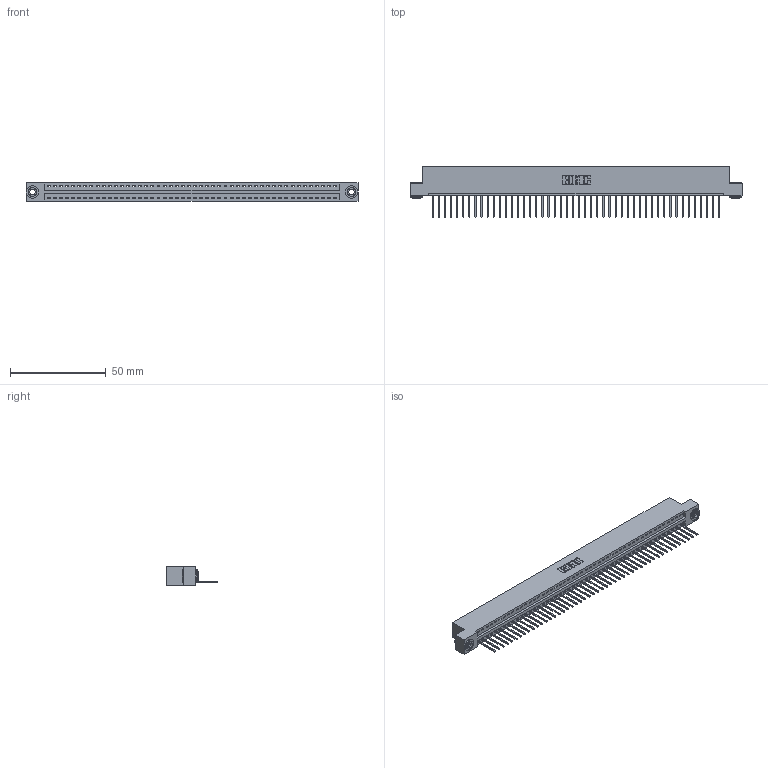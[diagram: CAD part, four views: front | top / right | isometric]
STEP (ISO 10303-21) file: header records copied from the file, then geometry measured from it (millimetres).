
FILE_DESCRIPTION (( 'STEP AP203' ), '1' );
FILE_NAME ('346-048-522-103.STEP', '2022-05-09T23:17:16', ( '' ), ( '' ), 'SwSTEP 2.0', 'SolidWorks 2020', '' );
FILE_SCHEMA (( 'CONFIG_CONTROL_DESIGN' ));
Length unit declared in the file: inch
Products named in the file (4): 346-048-522-103; 345-292-001_345-293-122; 346 Part_Flush Mounting Lugs - 0.156 Dia-TH; 345-250-002_345-250-002-102
Assembly tree (51 placements, depth 2):
  346-048-522-103
    346 Part_Flush Mounting Lugs - 0.156 Dia-TH
    345-292-001_345-293-122  x48
    345-250-002_345-250-002-102  x2
Bounding box: 172.97 x 26.42 x 9.4 mm (x, y, z)
Volume: 662.1 mm3; surface area: 21114.7 mm2
Topology: 50 solids, 51 shells, 2945 faces, 8887 edges, 5858 vertices
Faces by surface type: plane 2007, cylinder 930, cone 8
Entity records: 30066 total; most frequent: CARTESIAN_POINT 5133, ORIENTED_EDGE 5106, DIRECTION 4551, EDGE_CURVE 2553, VECTOR 2205, LINE 2205, VERTEX_POINT 1698, AXIS2_PLACEMENT_3D 1173
